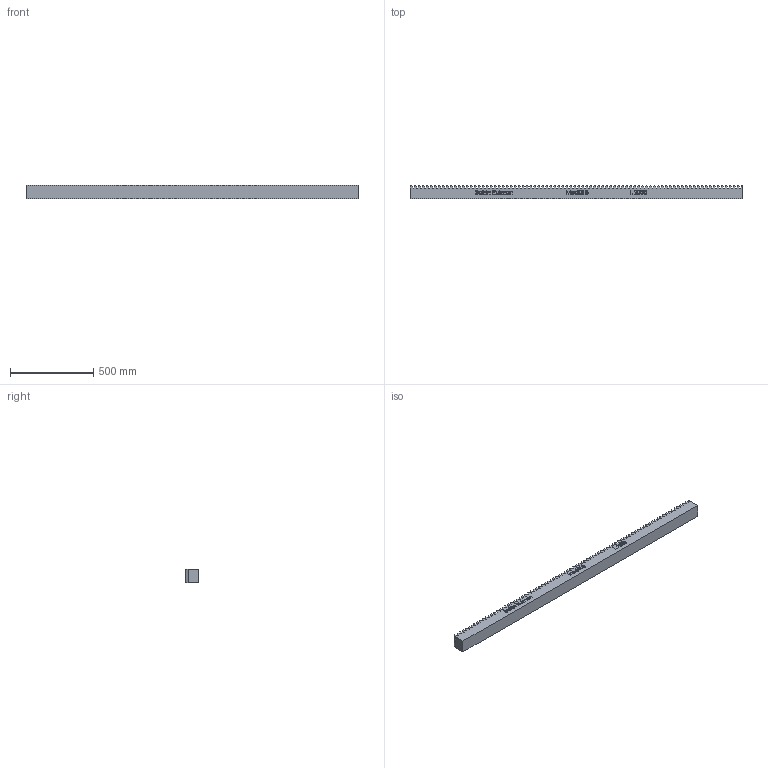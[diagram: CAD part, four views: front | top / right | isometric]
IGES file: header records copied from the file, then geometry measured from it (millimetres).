
Start section: SolidWorks IGES file using analytic representation for surfaces
Global section: file name: L2000.IGS; native system: SolidWorks 2011; preprocessor: SolidWorks 2011; author: Mheart; date: 120321.154723; units: millimetre
Bounding box: 2000 x 80 x 80 mm (x, y, z)
Surface area: 789229.5 mm2 (no closed solid volume)
Topology: 0 solids, 0 shells, 641 faces, 8333 edges, 8333 vertices
Faces by surface type: bspline 641
